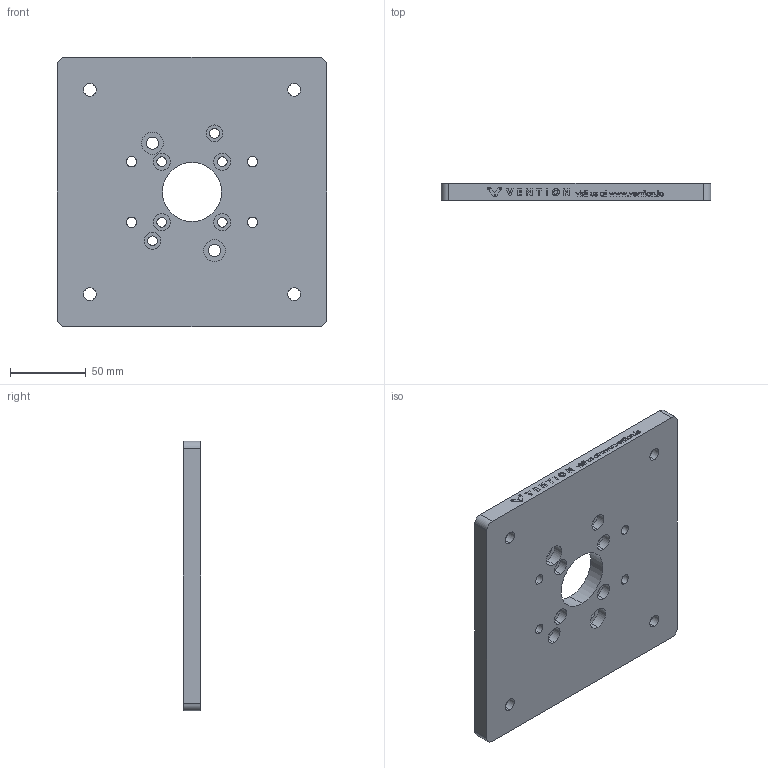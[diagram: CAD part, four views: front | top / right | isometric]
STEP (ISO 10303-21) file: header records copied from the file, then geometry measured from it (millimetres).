
FILE_DESCRIPTION (( 'STEP AP214' ), '1' );
FILE_NAME ('ST-RB-005-0004__1_2.STEP', '2020-05-07T16:37:48', ( '' ), ( '' ), 'SwSTEP 2.0', 'SolidWorks 2018', '' );
FILE_SCHEMA (( 'AUTOMOTIVE_DESIGN' ));
Length unit declared in the file: millimetre
Products named in the file (1): ST-RB-005-0004__1_2
Bounding box: 178 x 11.25 x 178 mm (x, y, z)
Volume: 328630.5 mm3; surface area: 74214.8 mm2
Topology: 1 solids, 1 shells, 754 faces, 2087 edges, 1390 vertices
Faces by surface type: plane 571, bspline 113, cylinder 62, cone 8
Entity records: 35701 total; most frequent: CARTESIAN_POINT 9713, ORIENTED_EDGE 4174, DIRECTION 3277, EDGE_CURVE 2087, LINE 1729, VECTOR 1729, VERTEX_POINT 1390, EDGE_LOOP 843
